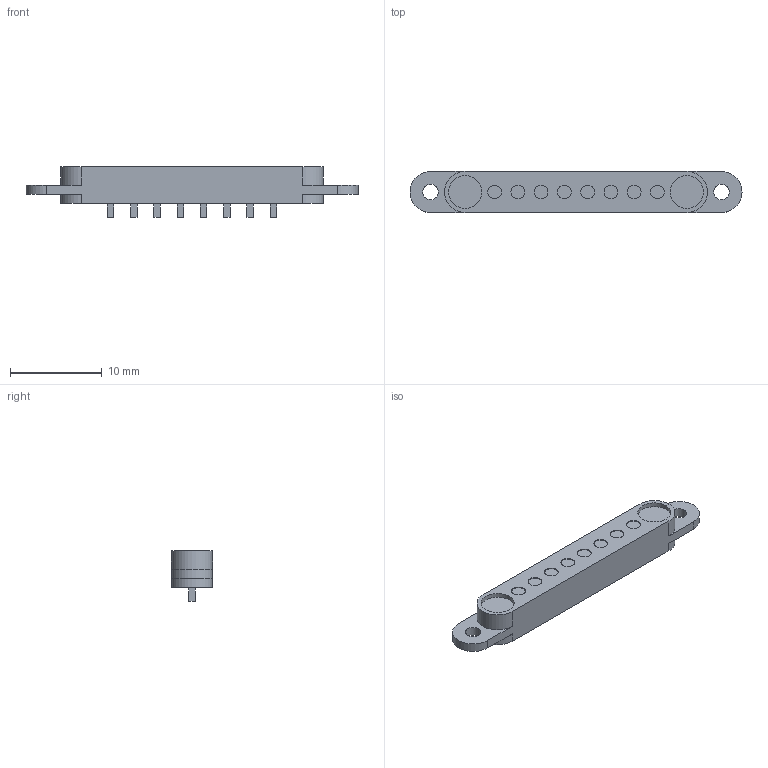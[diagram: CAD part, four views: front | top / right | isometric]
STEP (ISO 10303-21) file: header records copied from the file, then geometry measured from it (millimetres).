
FILE_DESCRIPTION(('FreeCAD Model'),'2;1');
FILE_NAME('Open CASCADE Shape Model','2025-10-31T00:12:01',(''),(''), 'Open CASCADE STEP processor 7.9','FreeCAD','Unknown');
FILE_SCHEMA(('AUTOMOTIVE_DESIGN { 1 0 10303 214 1 1 1 1 }'));
Length unit declared in the file: millimetre
Products named in the file (3): Unnamed; Body001; Body
Assembly tree (2 placements, depth 2):
  Unnamed
    Body001
    Body
Bounding box: 36.24 x 4.5 x 5.5 mm (x, y, z)
Volume: 441.2 mm3; surface area: 835.6 mm2
Topology: 2 solids, 2 shells, 87 faces, 192 edges, 128 vertices
Faces by surface type: plane 65, cylinder 22
Full cylindrical faces by diameter (mm): 1.5 x8, 1.7 x2, 3.607 x2
Entity records: 2465 total; most frequent: DIRECTION 416, CARTESIAN_POINT 410, ORIENTED_EDGE 384, EDGE_CURVE 192, LINE 148, VECTOR 148, AXIS2_PLACEMENT_3D 134, VERTEX_POINT 128
